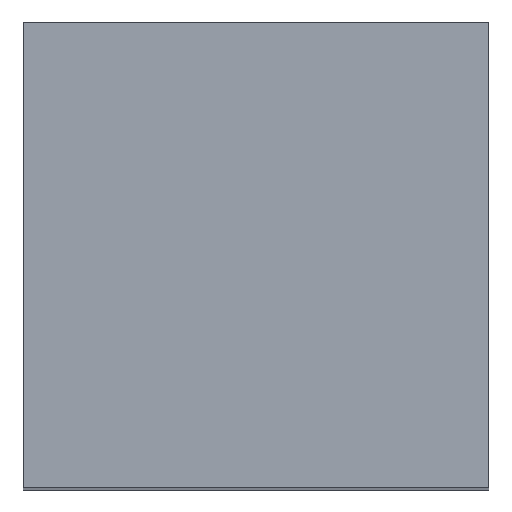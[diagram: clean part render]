
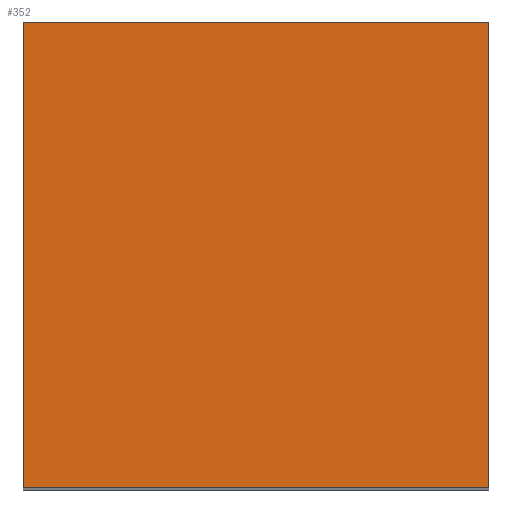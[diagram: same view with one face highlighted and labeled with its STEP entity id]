
A CAD part, top view. The second image highlights one B-rep face of the part: STEP entity #352.
In plain terms, the highlighted planar face has unit normal (0, 0, 1).
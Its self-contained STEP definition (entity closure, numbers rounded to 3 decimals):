
#26=PLANE('',#404);
#56=FACE_OUTER_BOUND('',#86,.T.);
#86=EDGE_LOOP('',(#313,#314,#315,#316));
#107=LINE('',#593,#135);
#111=LINE('',#602,#139);
#113=LINE('',#605,#141);
#115=LINE('',#608,#143);
#135=VECTOR('',#493,10.);
#139=VECTOR('',#499,10.);
#141=VECTOR('',#503,10.);
#143=VECTOR('',#507,10.);
#187=VERTEX_POINT('',#590);
#188=VERTEX_POINT('',#592);
#191=VERTEX_POINT('',#599);
#192=VERTEX_POINT('',#601);
#227=EDGE_CURVE('',#187,#188,#107,.T.);
#231=EDGE_CURVE('',#191,#192,#111,.T.);
#233=EDGE_CURVE('',#188,#191,#113,.T.);
#235=EDGE_CURVE('',#187,#192,#115,.T.);
#313=ORIENTED_EDGE('',*,*,#235,.T.);
#314=ORIENTED_EDGE('',*,*,#231,.F.);
#315=ORIENTED_EDGE('',*,*,#233,.F.);
#316=ORIENTED_EDGE('',*,*,#227,.F.);
#352=ADVANCED_FACE('',(#56),#26,.F.);
#404=AXIS2_PLACEMENT_3D('',#607,#505,#506);
#493=DIRECTION('',(1.,0.,0.));
#499=DIRECTION('',(-1.,0.,0.));
#503=DIRECTION('',(0.,-1.,0.));
#505=DIRECTION('center_axis',(0.,0.,-1.));
#506=DIRECTION('ref_axis',(0.,-1.,0.));
#507=DIRECTION('',(0.,-1.,0.));
#590=CARTESIAN_POINT('',(0.,20.,0.));
#592=CARTESIAN_POINT('',(20.,20.,0.));
#593=CARTESIAN_POINT('',(10.,20.,0.));
#599=CARTESIAN_POINT('',(20.,0.,0.));
#601=CARTESIAN_POINT('',(0.,0.,0.));
#602=CARTESIAN_POINT('',(10.,0.,0.));
#605=CARTESIAN_POINT('',(20.,10.,0.));
#607=CARTESIAN_POINT('Origin',(10.,10.,0.));
#608=CARTESIAN_POINT('',(0.,10.,0.));
